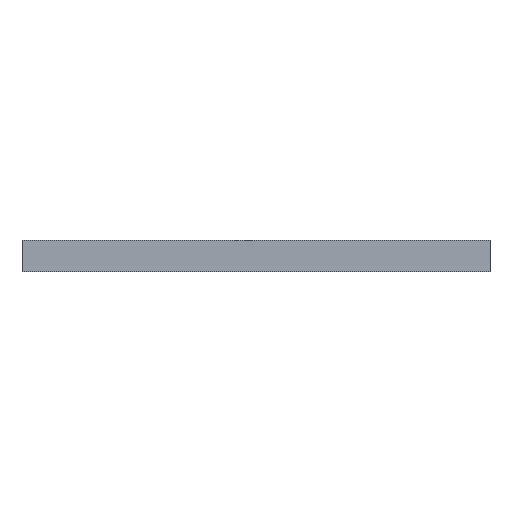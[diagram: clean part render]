
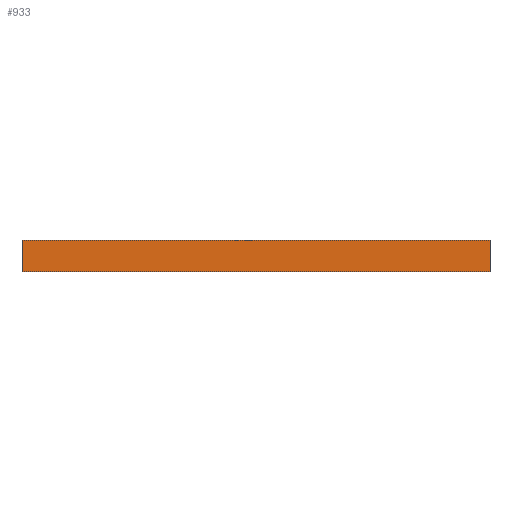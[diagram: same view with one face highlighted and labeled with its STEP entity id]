
A CAD part, front view. The second image highlights one B-rep face of the part: STEP entity #933.
In plain terms, the highlighted planar face has unit normal (0, -1, 0).
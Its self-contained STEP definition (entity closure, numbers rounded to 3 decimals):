
#54=PLANE('',#1027);
#97=FACE_OUTER_BOUND('',#175,.T.);
#175=EDGE_LOOP('',(#666,#667,#668,#669));
#292=LINE('',#1543,#340);
#293=LINE('',#1546,#341);
#294=LINE('',#1548,#342);
#295=LINE('',#1549,#343);
#340=VECTOR('',#1192,10.);
#341=VECTOR('',#1195,10.);
#342=VECTOR('',#1196,10.);
#343=VECTOR('',#1197,10.);
#459=VERTEX_POINT('',#1539);
#460=VERTEX_POINT('',#1541);
#461=VERTEX_POINT('',#1545);
#462=VERTEX_POINT('',#1547);
#542=EDGE_CURVE('',#459,#460,#292,.T.);
#543=EDGE_CURVE('',#461,#459,#293,.T.);
#544=EDGE_CURVE('',#462,#460,#294,.T.);
#545=EDGE_CURVE('',#461,#462,#295,.T.);
#666=ORIENTED_EDGE('',*,*,#543,.T.);
#667=ORIENTED_EDGE('',*,*,#542,.T.);
#668=ORIENTED_EDGE('',*,*,#544,.F.);
#669=ORIENTED_EDGE('',*,*,#545,.F.);
#933=ADVANCED_FACE('',(#97),#54,.T.);
#1027=AXIS2_PLACEMENT_3D('',#1544,#1193,#1194);
#1192=DIRECTION('',(0.,0.,1.));
#1193=DIRECTION('center_axis',(0.,-1.,0.));
#1194=DIRECTION('ref_axis',(1.,0.,0.));
#1195=DIRECTION('',(1.,0.,0.));
#1196=DIRECTION('',(1.,0.,0.));
#1197=DIRECTION('',(0.,0.,1.));
#1539=CARTESIAN_POINT('',(150.,0.,0.));
#1541=CARTESIAN_POINT('',(150.,0.,10.));
#1543=CARTESIAN_POINT('',(150.,0.,0.));
#1544=CARTESIAN_POINT('Origin',(0.,0.,0.));
#1545=CARTESIAN_POINT('',(0.,0.,0.));
#1546=CARTESIAN_POINT('',(0.,0.,0.));
#1547=CARTESIAN_POINT('',(0.,0.,10.));
#1548=CARTESIAN_POINT('',(0.,0.,10.));
#1549=CARTESIAN_POINT('',(0.,0.,0.));
